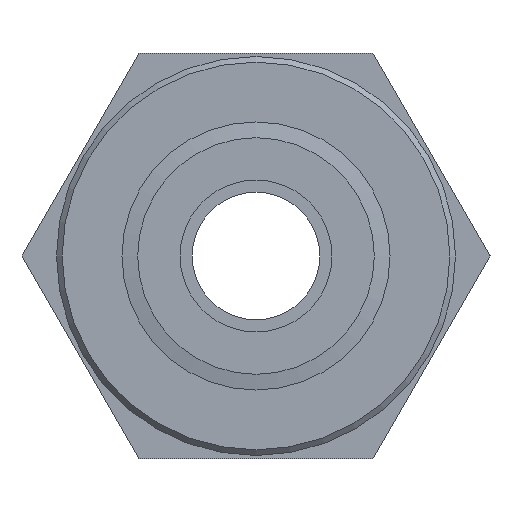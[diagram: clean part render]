
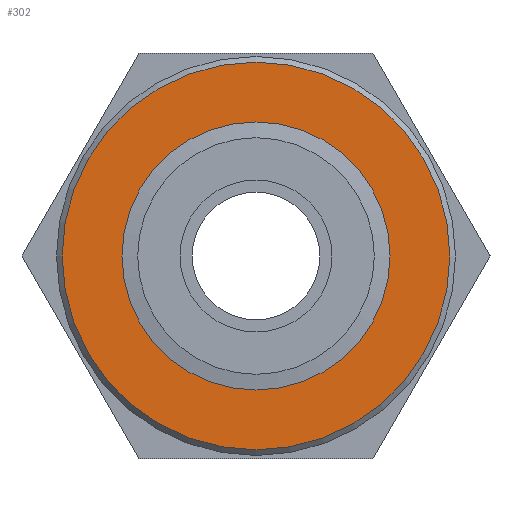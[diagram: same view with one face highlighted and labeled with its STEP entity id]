
A CAD part, left-side view. The second image highlights one B-rep face of the part: STEP entity #302.
In plain terms, the highlighted planar face has unit normal (-1, 0, 0).
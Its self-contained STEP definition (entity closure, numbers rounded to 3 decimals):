
#79=ORIENTED_EDGE('',*,*,#139,.F.);
#80=ORIENTED_EDGE('',*,*,#138,.T.);
#138=EDGE_CURVE('',#171,#171,#198,.T.);
#139=EDGE_CURVE('',#172,#172,#199,.T.);
#171=VERTEX_POINT('',#484);
#172=VERTEX_POINT('',#487);
#198=CIRCLE('',#344,5.763);
#199=CIRCLE('',#346,12.146);
#220=EDGE_LOOP('',(#79));
#221=EDGE_LOOP('',(#80));
#258=FACE_BOUND('',#220,.T.);
#259=FACE_BOUND('',#221,.T.);
#285=PLANE('',#345);
#302=ADVANCED_FACE('',(#258,#259),#285,.F.);
#344=AXIS2_PLACEMENT_3D('',#483,#397,#398);
#345=AXIS2_PLACEMENT_3D('',#485,#399,#400);
#346=AXIS2_PLACEMENT_3D('',#486,#401,#402);
#397=DIRECTION('',(1.,0.,0.));
#398=DIRECTION('',(0.,0.,-1.));
#399=DIRECTION('',(1.,0.,0.));
#400=DIRECTION('',(0.,0.,-1.));
#401=DIRECTION('',(1.,0.,0.));
#402=DIRECTION('',(0.,0.,-1.));
#483=CARTESIAN_POINT('',(2.5,0.,0.));
#484=CARTESIAN_POINT('',(2.5,0.,-5.763));
#485=CARTESIAN_POINT('',(2.5,5.763,0.));
#486=CARTESIAN_POINT('',(2.5,0.,0.));
#487=CARTESIAN_POINT('',(2.5,0.,-12.146));
